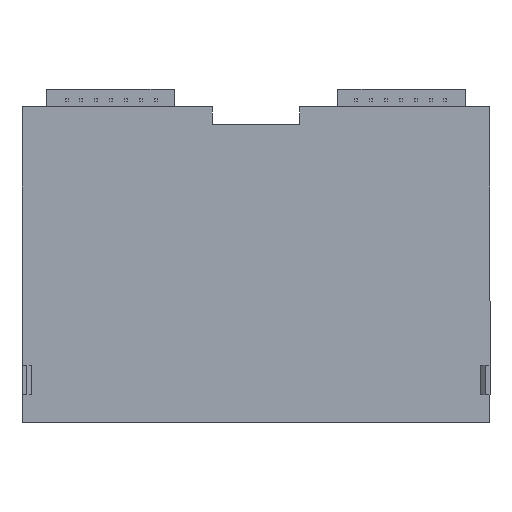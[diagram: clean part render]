
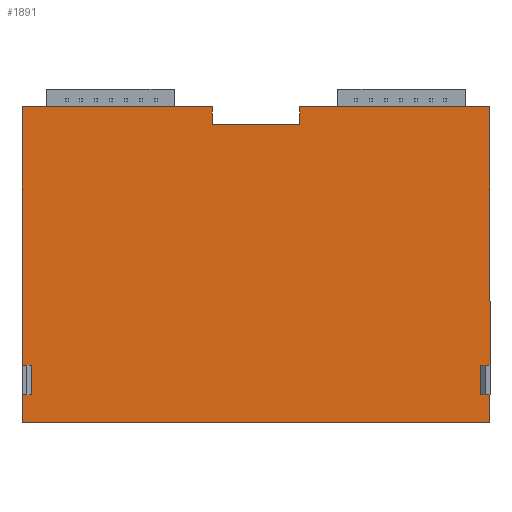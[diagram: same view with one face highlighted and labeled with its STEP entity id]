
A CAD part, front view. The second image highlights one B-rep face of the part: STEP entity #1891.
In plain terms, the highlighted planar face has unit normal (0, -1, 0).
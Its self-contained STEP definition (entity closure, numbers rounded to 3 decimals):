
#63 = LINE ( 'NONE', #7445, #7638 ) ;
#105 = CARTESIAN_POINT ( 'NONE',  ( 40., 0., -22.2 ) ) ;
#110 = EDGE_CURVE ( 'NONE', #327, #3815, #492, .T. ) ;
#146 = CARTESIAN_POINT ( 'NONE',  ( -7.5, 0., 27. ) ) ;
#327 = VERTEX_POINT ( 'NONE', #8150 ) ;
#453 = CARTESIAN_POINT ( 'NONE',  ( 39., 0., -22.2 ) ) ;
#480 = DIRECTION ( 'NONE',  ( 1., 0., 0. ) ) ;
#492 = LINE ( 'NONE', #4724, #2942 ) ;
#523 = DIRECTION ( 'NONE',  ( 1., 0., 0. ) ) ;
#610 = EDGE_CURVE ( 'NONE', #4596, #2661, #8572, .T. ) ;
#685 = CARTESIAN_POINT ( 'NONE',  ( -39., 0., -22.2 ) ) ;
#758 = VERTEX_POINT ( 'NONE', #8820 ) ;
#804 = EDGE_CURVE ( 'NONE', #7501, #8258, #1638, .T. ) ;
#867 = VERTEX_POINT ( 'NONE', #1527 ) ;
#906 = VERTEX_POINT ( 'NONE', #2607 ) ;
#942 = ORIENTED_EDGE ( 'NONE', *, *, #110, .F. ) ;
#992 = EDGE_CURVE ( 'NONE', #5898, #1571, #1279, .T. ) ;
#1031 = AXIS2_PLACEMENT_3D ( 'NONE', #1352, #5827, #8773 ) ;
#1279 = LINE ( 'NONE', #1826, #4297 ) ;
#1352 = CARTESIAN_POINT ( 'NONE',  ( 0., 0., 0. ) ) ;
#1402 = CARTESIAN_POINT ( 'NONE',  ( -40., 0., -27. ) ) ;
#1527 = CARTESIAN_POINT ( 'NONE',  ( 40., 0., -17.2 ) ) ;
#1571 = VERTEX_POINT ( 'NONE', #8496 ) ;
#1638 = LINE ( 'NONE', #4258, #4178 ) ;
#1686 = EDGE_CURVE ( 'NONE', #3859, #2661, #7961, .T. ) ;
#1826 = CARTESIAN_POINT ( 'NONE',  ( -40., 0., 27. ) ) ;
#1891 = ADVANCED_FACE ( 'NONE', ( #4033 ), #5881, .F. ) ;
#1950 = VECTOR ( 'NONE', #5855, 1000. ) ;
#2049 = VECTOR ( 'NONE', #3460, 1000. ) ;
#2305 = DIRECTION ( 'NONE',  ( 0., 0., -1. ) ) ;
#2377 = EDGE_CURVE ( 'NONE', #9593, #6833, #9032, .T. ) ;
#2524 = VECTOR ( 'NONE', #4748, 1000. ) ;
#2607 = CARTESIAN_POINT ( 'NONE',  ( 7.5, 0., 27. ) ) ;
#2661 = VERTEX_POINT ( 'NONE', #685 ) ;
#2769 = EDGE_CURVE ( 'NONE', #6833, #906, #8798, .T. ) ;
#2772 = CARTESIAN_POINT ( 'NONE',  ( -40., 0., 27. ) ) ;
#2807 = CARTESIAN_POINT ( 'NONE',  ( -39., 0., -17.2 ) ) ;
#2850 = EDGE_CURVE ( 'NONE', #3815, #3859, #6500, .T. ) ;
#2921 = EDGE_CURVE ( 'NONE', #6972, #8258, #63, .T. ) ;
#2942 = VECTOR ( 'NONE', #3992, 1000. ) ;
#2997 = CARTESIAN_POINT ( 'NONE',  ( 40., 0., 27. ) ) ;
#3024 = CARTESIAN_POINT ( 'NONE',  ( -7.5, 0., 24. ) ) ;
#3084 = ORIENTED_EDGE ( 'NONE', *, *, #8373, .F. ) ;
#3175 = EDGE_CURVE ( 'NONE', #867, #6972, #4501, .T. ) ;
#3349 = ORIENTED_EDGE ( 'NONE', *, *, #3592, .F. ) ;
#3405 = DIRECTION ( 'NONE',  ( 0., 0., -1. ) ) ;
#3460 = DIRECTION ( 'NONE',  ( 1., 0., 0. ) ) ;
#3592 = EDGE_CURVE ( 'NONE', #758, #9593, #7256, .T. ) ;
#3593 = CARTESIAN_POINT ( 'NONE',  ( -40., 0., 27. ) ) ;
#3609 = ORIENTED_EDGE ( 'NONE', *, *, #5623, .F. ) ;
#3815 = VERTEX_POINT ( 'NONE', #1402 ) ;
#3859 = VERTEX_POINT ( 'NONE', #5964 ) ;
#3893 = CARTESIAN_POINT ( 'NONE',  ( 39., 0., -17.2 ) ) ;
#3953 = CARTESIAN_POINT ( 'NONE',  ( -40., 0., -17.2 ) ) ;
#3992 = DIRECTION ( 'NONE',  ( -1., 0., 0. ) ) ;
#4033 = FACE_OUTER_BOUND ( 'NONE', #7269, .T. ) ;
#4178 = VECTOR ( 'NONE', #7255, 1000. ) ;
#4258 = CARTESIAN_POINT ( 'NONE',  ( 39., 0., -22.2 ) ) ;
#4273 = ORIENTED_EDGE ( 'NONE', *, *, #2921, .F. ) ;
#4297 = VECTOR ( 'NONE', #9251, 1000. ) ;
#4436 = VECTOR ( 'NONE', #7813, 1000. ) ;
#4501 = LINE ( 'NONE', #9162, #2524 ) ;
#4551 = EDGE_CURVE ( 'NONE', #7501, #327, #6448, .T. ) ;
#4584 = VECTOR ( 'NONE', #6761, 1000. ) ;
#4596 = VERTEX_POINT ( 'NONE', #4644 ) ;
#4644 = CARTESIAN_POINT ( 'NONE',  ( -39., 0., -17.2 ) ) ;
#4724 = CARTESIAN_POINT ( 'NONE',  ( 40., 0., -27. ) ) ;
#4729 = ORIENTED_EDGE ( 'NONE', *, *, #804, .T. ) ;
#4748 = DIRECTION ( 'NONE',  ( -1., 0., 0. ) ) ;
#4823 = ORIENTED_EDGE ( 'NONE', *, *, #2769, .F. ) ;
#4902 = ORIENTED_EDGE ( 'NONE', *, *, #2377, .F. ) ;
#4907 = CARTESIAN_POINT ( 'NONE',  ( 40., 0., 27. ) ) ;
#4914 = EDGE_CURVE ( 'NONE', #906, #6088, #5858, .T. ) ;
#5382 = VECTOR ( 'NONE', #5725, 1000. ) ;
#5461 = ORIENTED_EDGE ( 'NONE', *, *, #610, .T. ) ;
#5607 = CARTESIAN_POINT ( 'NONE',  ( 40., 0., 27. ) ) ;
#5623 = EDGE_CURVE ( 'NONE', #6088, #867, #6308, .T. ) ;
#5662 = ORIENTED_EDGE ( 'NONE', *, *, #2850, .F. ) ;
#5725 = DIRECTION ( 'NONE',  ( 0., 0., -1. ) ) ;
#5767 = VECTOR ( 'NONE', #3405, 1000. ) ;
#5827 = DIRECTION ( 'NONE',  ( 0., 1., 0. ) ) ;
#5855 = DIRECTION ( 'NONE',  ( 0., 0., 1. ) ) ;
#5858 = LINE ( 'NONE', #8453, #9306 ) ;
#5881 = PLANE ( 'NONE',  #1031 ) ;
#5883 = ORIENTED_EDGE ( 'NONE', *, *, #1686, .F. ) ;
#5898 = VERTEX_POINT ( 'NONE', #3953 ) ;
#5964 = CARTESIAN_POINT ( 'NONE',  ( -40., 0., -22.2 ) ) ;
#6088 = VERTEX_POINT ( 'NONE', #4907 ) ;
#6256 = CARTESIAN_POINT ( 'NONE',  ( 7.5, 0., 24. ) ) ;
#6308 = LINE ( 'NONE', #5607, #4436 ) ;
#6309 = DIRECTION ( 'NONE',  ( 1., 0., 0. ) ) ;
#6448 = LINE ( 'NONE', #2997, #4584 ) ;
#6500 = LINE ( 'NONE', #3593, #1950 ) ;
#6520 = ORIENTED_EDGE ( 'NONE', *, *, #3175, .F. ) ;
#6761 = DIRECTION ( 'NONE',  ( 0., 0., -1. ) ) ;
#6833 = VERTEX_POINT ( 'NONE', #6256 ) ;
#6943 = DIRECTION ( 'NONE',  ( 0., 0., 1. ) ) ;
#6972 = VERTEX_POINT ( 'NONE', #3893 ) ;
#7069 = CARTESIAN_POINT ( 'NONE',  ( 7.5, 0., 27. ) ) ;
#7095 = VECTOR ( 'NONE', #7334, 1000. ) ;
#7105 = CARTESIAN_POINT ( 'NONE',  ( -39., 0., -17.2 ) ) ;
#7190 = VECTOR ( 'NONE', #6943, 1000. ) ;
#7255 = DIRECTION ( 'NONE',  ( -1., 0., 0. ) ) ;
#7256 = LINE ( 'NONE', #146, #5767 ) ;
#7263 = CARTESIAN_POINT ( 'NONE',  ( -7.5, 0., 24. ) ) ;
#7269 = EDGE_LOOP ( 'NONE', ( #4273, #6520, #3609, #8586, #4823, #4902, #3349, #3084, #7706, #9274, #5461, #5883, #5662, #942, #7520, #4729 ) ) ;
#7334 = DIRECTION ( 'NONE',  ( 1., 0., 0. ) ) ;
#7445 = CARTESIAN_POINT ( 'NONE',  ( 39., 0., -17.2 ) ) ;
#7501 = VERTEX_POINT ( 'NONE', #105 ) ;
#7518 = LINE ( 'NONE', #2772, #8766 ) ;
#7520 = ORIENTED_EDGE ( 'NONE', *, *, #4551, .F. ) ;
#7638 = VECTOR ( 'NONE', #2305, 1000. ) ;
#7706 = ORIENTED_EDGE ( 'NONE', *, *, #992, .F. ) ;
#7813 = DIRECTION ( 'NONE',  ( 0., 0., -1. ) ) ;
#7893 = EDGE_CURVE ( 'NONE', #5898, #4596, #8792, .T. ) ;
#7961 = LINE ( 'NONE', #9209, #2049 ) ;
#8150 = CARTESIAN_POINT ( 'NONE',  ( 40., 0., -27. ) ) ;
#8258 = VERTEX_POINT ( 'NONE', #453 ) ;
#8373 = EDGE_CURVE ( 'NONE', #1571, #758, #7518, .T. ) ;
#8453 = CARTESIAN_POINT ( 'NONE',  ( 40., 0., 27. ) ) ;
#8496 = CARTESIAN_POINT ( 'NONE',  ( -40., 0., 27. ) ) ;
#8572 = LINE ( 'NONE', #7105, #5382 ) ;
#8586 = ORIENTED_EDGE ( 'NONE', *, *, #4914, .F. ) ;
#8766 = VECTOR ( 'NONE', #480, 1000. ) ;
#8773 = DIRECTION ( 'NONE',  ( 0., 0., 1. ) ) ;
#8792 = LINE ( 'NONE', #2807, #9359 ) ;
#8798 = LINE ( 'NONE', #7069, #7190 ) ;
#8820 = CARTESIAN_POINT ( 'NONE',  ( -7.5, 0., 27. ) ) ;
#9032 = LINE ( 'NONE', #7263, #7095 ) ;
#9162 = CARTESIAN_POINT ( 'NONE',  ( 39., 0., -17.2 ) ) ;
#9209 = CARTESIAN_POINT ( 'NONE',  ( -39., 0., -22.2 ) ) ;
#9251 = DIRECTION ( 'NONE',  ( 0., 0., 1. ) ) ;
#9274 = ORIENTED_EDGE ( 'NONE', *, *, #7893, .T. ) ;
#9306 = VECTOR ( 'NONE', #6309, 1000. ) ;
#9359 = VECTOR ( 'NONE', #523, 1000. ) ;
#9593 = VERTEX_POINT ( 'NONE', #3024 ) ;
